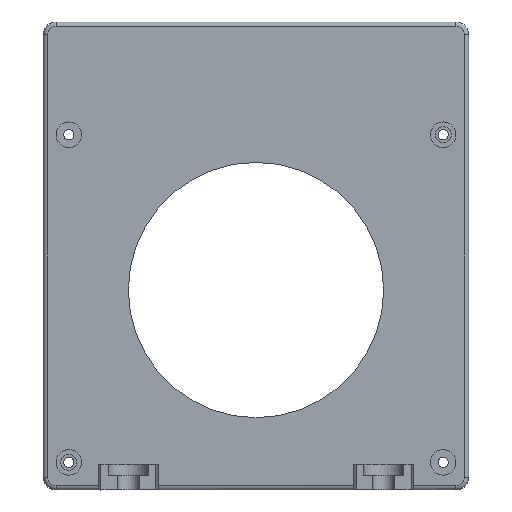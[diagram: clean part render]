
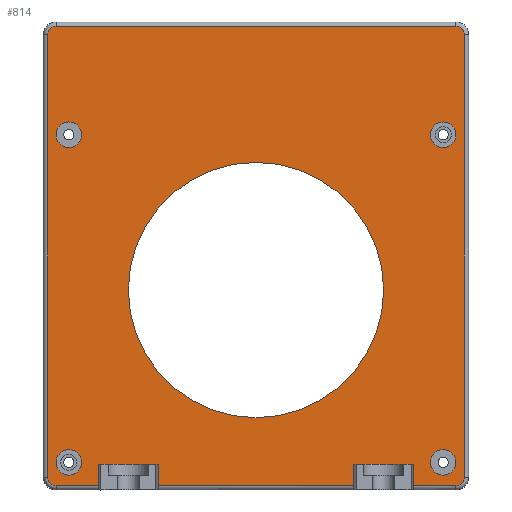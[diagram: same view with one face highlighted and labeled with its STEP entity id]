
A CAD part, front view. The second image highlights one B-rep face of the part: STEP entity #814.
In plain terms, the highlighted planar face has unit normal (0, -1, 0).
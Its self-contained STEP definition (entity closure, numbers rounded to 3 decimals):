
#377=FACE_BOUND('',#1807,.T.);
#378=FACE_BOUND('',#1808,.T.);
#379=FACE_BOUND('',#1809,.T.);
#380=FACE_BOUND('',#1810,.T.);
#381=FACE_BOUND('',#1811,.T.);
#382=FACE_BOUND('',#1812,.T.);
#503=CIRCLE('',#9233,3.);
#505=CIRCLE('',#9236,3.);
#507=CIRCLE('',#9239,3.);
#509=CIRCLE('',#9242,3.);
#525=CIRCLE('',#9294,2.);
#529=CIRCLE('',#9300,2.);
#539=CIRCLE('',#9318,2.);
#544=CIRCLE('',#9330,30.);
#545=CIRCLE('',#9332,2.);
#814=ADVANCED_FACE('',(#377,#378,#379,#380,#381,#382),#1107,.F.);
#1107=PLANE('',#9333);
#1807=EDGE_LOOP('',(#3234,#3235,#3236,#3237,#3238,#3239,#3240,#3241,#3242,
#3243,#3244,#3245,#3246,#3247,#3248,#3249));
#1808=EDGE_LOOP('',(#3250));
#1809=EDGE_LOOP('',(#3251));
#1810=EDGE_LOOP('',(#3252));
#1811=EDGE_LOOP('',(#3253));
#1812=EDGE_LOOP('',(#3254));
#3234=ORIENTED_EDGE('',*,*,#5961,.T.);
#3235=ORIENTED_EDGE('',*,*,#5937,.F.);
#3236=ORIENTED_EDGE('',*,*,#5934,.T.);
#3237=ORIENTED_EDGE('',*,*,#5931,.F.);
#3238=ORIENTED_EDGE('',*,*,#5928,.T.);
#3239=ORIENTED_EDGE('',*,*,#5924,.T.);
#3240=ORIENTED_EDGE('',*,*,#5922,.F.);
#3241=ORIENTED_EDGE('',*,*,#5871,.F.);
#3242=ORIENTED_EDGE('',*,*,#5873,.T.);
#3243=ORIENTED_EDGE('',*,*,#5877,.T.);
#3244=ORIENTED_EDGE('',*,*,#5882,.F.);
#3245=ORIENTED_EDGE('',*,*,#5866,.F.);
#3246=ORIENTED_EDGE('',*,*,#5859,.T.);
#3247=ORIENTED_EDGE('',*,*,#5973,.F.);
#3248=ORIENTED_EDGE('',*,*,#5954,.T.);
#3249=ORIENTED_EDGE('',*,*,#5959,.F.);
#3250=ORIENTED_EDGE('',*,*,#5837,.F.);
#3251=ORIENTED_EDGE('',*,*,#5835,.F.);
#3252=ORIENTED_EDGE('',*,*,#5833,.F.);
#3253=ORIENTED_EDGE('',*,*,#5831,.F.);
#3254=ORIENTED_EDGE('',*,*,#5972,.T.);
#4574=VERTEX_POINT('',#13863);
#4576=VERTEX_POINT('',#13868);
#4578=VERTEX_POINT('',#13873);
#4580=VERTEX_POINT('',#13878);
#4599=VERTEX_POINT('',#13929);
#4600=VERTEX_POINT('',#13930);
#4603=VERTEX_POINT('',#13938);
#4606=VERTEX_POINT('',#13946);
#4610=VERTEX_POINT('',#13953);
#4611=VERTEX_POINT('',#13957);
#4615=VERTEX_POINT('',#13966);
#4642=VERTEX_POINT('',#14054);
#4643=VERTEX_POINT('',#14058);
#4646=VERTEX_POINT('',#14066);
#4648=VERTEX_POINT('',#14072);
#4650=VERTEX_POINT('',#14078);
#4652=VERTEX_POINT('',#14084);
#4662=VERTEX_POINT('',#14118);
#4663=VERTEX_POINT('',#14119);
#4665=VERTEX_POINT('',#14126);
#4672=VERTEX_POINT('',#14154);
#5831=EDGE_CURVE('',#4574,#4574,#503,.T.);
#5833=EDGE_CURVE('',#4576,#4576,#505,.T.);
#5835=EDGE_CURVE('',#4578,#4578,#507,.T.);
#5837=EDGE_CURVE('',#4580,#4580,#509,.T.);
#5859=EDGE_CURVE('',#4599,#4600,#7141,.T.);
#5866=EDGE_CURVE('',#4599,#4603,#7146,.T.);
#5871=EDGE_CURVE('',#4610,#4606,#7150,.T.);
#5873=EDGE_CURVE('',#4610,#4611,#7151,.T.);
#5877=EDGE_CURVE('',#4611,#4615,#7155,.T.);
#5882=EDGE_CURVE('',#4603,#4615,#7159,.T.);
#5922=EDGE_CURVE('',#4606,#4642,#7194,.T.);
#5924=EDGE_CURVE('',#4643,#4642,#7196,.T.);
#5928=EDGE_CURVE('',#4646,#4643,#7199,.T.);
#5931=EDGE_CURVE('',#4646,#4648,#525,.T.);
#5934=EDGE_CURVE('',#4650,#4648,#7201,.T.);
#5937=EDGE_CURVE('',#4650,#4652,#529,.T.);
#5954=EDGE_CURVE('',#4662,#4663,#7213,.T.);
#5959=EDGE_CURVE('',#4665,#4663,#539,.T.);
#5961=EDGE_CURVE('',#4665,#4652,#7215,.T.);
#5972=EDGE_CURVE('',#4672,#4672,#544,.T.);
#5973=EDGE_CURVE('',#4662,#4600,#545,.T.);
#7141=LINE('',#13928,#8325);
#7146=LINE('',#13943,#8330);
#7150=LINE('',#13954,#8334);
#7151=LINE('',#13959,#8335);
#7155=LINE('',#13967,#8339);
#7159=LINE('',#13976,#8343);
#7194=LINE('',#14053,#8378);
#7196=LINE('',#14057,#8380);
#7199=LINE('',#14065,#8383);
#7201=LINE('',#14077,#8385);
#7213=LINE('',#14117,#8397);
#7215=LINE('',#14130,#8399);
#8325=VECTOR('',#10715,1.);
#8330=VECTOR('',#10726,1.);
#8334=VECTOR('',#10734,1.);
#8335=VECTOR('',#10739,1.);
#8339=VECTOR('',#10745,1.);
#8343=VECTOR('',#10753,1.);
#8378=VECTOR('',#10826,1.);
#8380=VECTOR('',#10830,1.);
#8383=VECTOR('',#10837,1.);
#8385=VECTOR('',#10851,1.);
#8397=VECTOR('',#10895,1.);
#8399=VECTOR('',#10911,1.);
#9233=AXIS2_PLACEMENT_3D('',#13862,#10648,#10649);
#9236=AXIS2_PLACEMENT_3D('',#13867,#10654,#10655);
#9239=AXIS2_PLACEMENT_3D('',#13872,#10660,#10661);
#9242=AXIS2_PLACEMENT_3D('',#13877,#10666,#10667);
#9294=AXIS2_PLACEMENT_3D('',#14071,#10844,#10845);
#9300=AXIS2_PLACEMENT_3D('',#14083,#10858,#10859);
#9318=AXIS2_PLACEMENT_3D('',#14127,#10906,#10907);
#9330=AXIS2_PLACEMENT_3D('',#14153,#10938,#10939);
#9332=AXIS2_PLACEMENT_3D('',#14156,#10942,#10943);
#9333=AXIS2_PLACEMENT_3D('',#14157,#10944,#10945);
#10648=DIRECTION('',(0.,-1.,0.));
#10649=DIRECTION('',(1.,0.,0.));
#10654=DIRECTION('',(0.,-1.,0.));
#10655=DIRECTION('',(1.,0.,0.));
#10660=DIRECTION('',(0.,-1.,0.));
#10661=DIRECTION('',(1.,0.,0.));
#10666=DIRECTION('',(0.,-1.,0.));
#10667=DIRECTION('',(1.,0.,0.));
#10715=DIRECTION('',(1.,0.,0.));
#10726=DIRECTION('',(0.,0.,1.));
#10734=DIRECTION('',(0.,0.,1.));
#10739=DIRECTION('',(1.,0.,0.));
#10745=DIRECTION('',(0.,0.,1.));
#10753=DIRECTION('',(-1.,0.,0.));
#10826=DIRECTION('',(-1.,0.,0.));
#10830=DIRECTION('',(0.,0.,1.));
#10837=DIRECTION('',(1.,0.,0.));
#10844=DIRECTION('',(0.,1.,0.));
#10845=DIRECTION('',(0.,0.,-1.));
#10851=DIRECTION('',(0.,0.,-1.));
#10858=DIRECTION('',(0.,1.,0.));
#10859=DIRECTION('',(-1.,0.,0.));
#10895=DIRECTION('',(0.,0.,1.));
#10906=DIRECTION('',(0.,1.,0.));
#10907=DIRECTION('',(0.,0.,1.));
#10911=DIRECTION('',(-1.,0.,0.));
#10938=DIRECTION('',(0.,1.,0.));
#10939=DIRECTION('',(-1.,0.,0.));
#10942=DIRECTION('',(0.,1.,0.));
#10943=DIRECTION('',(1.,0.,0.));
#10944=DIRECTION('',(0.,1.,0.));
#10945=DIRECTION('',(1.,0.,0.));
#13862=CARTESIAN_POINT('',(25.437,-62.813,0.77));
#13863=CARTESIAN_POINT('',(28.437,-62.813,0.77));
#13867=CARTESIAN_POINT('',(113.437,-62.813,0.77));
#13868=CARTESIAN_POINT('',(116.437,-62.813,0.77));
#13872=CARTESIAN_POINT('',(113.437,-62.813,77.77));
#13873=CARTESIAN_POINT('',(116.437,-62.813,77.77));
#13877=CARTESIAN_POINT('',(25.437,-62.813,77.77));
#13878=CARTESIAN_POINT('',(28.437,-62.813,77.77));
#13928=CARTESIAN_POINT('',(106.437,-62.813,-4.73));
#13929=CARTESIAN_POINT('',(106.437,-62.813,-4.73));
#13930=CARTESIAN_POINT('',(116.437,-62.813,-4.73));
#13938=CARTESIAN_POINT('',(106.437,-62.813,0.27));
#13943=CARTESIAN_POINT('',(106.437,-62.813,-4.73));
#13946=CARTESIAN_POINT('',(46.437,-62.813,0.27));
#13953=CARTESIAN_POINT('',(46.437,-62.813,-4.73));
#13954=CARTESIAN_POINT('',(46.437,-62.813,-4.73));
#13957=CARTESIAN_POINT('',(92.437,-62.813,-4.73));
#13959=CARTESIAN_POINT('',(46.437,-62.813,-4.73));
#13966=CARTESIAN_POINT('',(92.437,-62.813,0.27));
#13967=CARTESIAN_POINT('',(92.437,-62.813,-4.73));
#13976=CARTESIAN_POINT('',(106.437,-62.813,0.27));
#14053=CARTESIAN_POINT('',(46.437,-62.813,0.27));
#14054=CARTESIAN_POINT('',(32.437,-62.813,0.27));
#14057=CARTESIAN_POINT('',(32.437,-62.813,-4.73));
#14058=CARTESIAN_POINT('',(32.437,-62.813,-4.73));
#14065=CARTESIAN_POINT('',(22.437,-62.813,-4.73));
#14066=CARTESIAN_POINT('',(22.437,-62.813,-4.73));
#14071=CARTESIAN_POINT('',(22.437,-62.813,-2.73));
#14072=CARTESIAN_POINT('',(20.437,-62.813,-2.73));
#14077=CARTESIAN_POINT('',(20.437,-62.813,101.27));
#14078=CARTESIAN_POINT('',(20.437,-62.813,101.27));
#14083=CARTESIAN_POINT('',(22.437,-62.813,101.27));
#14084=CARTESIAN_POINT('',(22.437,-62.813,103.27));
#14117=CARTESIAN_POINT('',(118.437,-62.813,-2.73));
#14118=CARTESIAN_POINT('',(118.437,-62.813,-2.73));
#14119=CARTESIAN_POINT('',(118.437,-62.813,101.27));
#14126=CARTESIAN_POINT('',(116.437,-62.813,103.27));
#14127=CARTESIAN_POINT('',(116.437,-62.813,101.27));
#14130=CARTESIAN_POINT('',(116.437,-62.813,103.27));
#14153=CARTESIAN_POINT('',(69.437,-62.813,41.27));
#14154=CARTESIAN_POINT('',(39.437,-62.813,41.27));
#14156=CARTESIAN_POINT('',(116.437,-62.813,-2.73));
#14157=CARTESIAN_POINT('',(69.437,-62.813,49.27));
